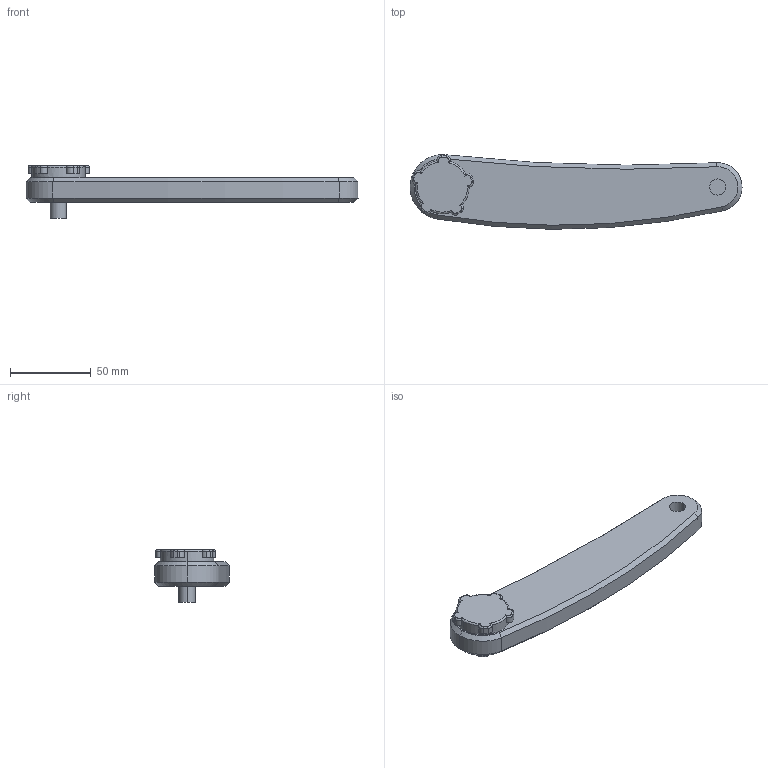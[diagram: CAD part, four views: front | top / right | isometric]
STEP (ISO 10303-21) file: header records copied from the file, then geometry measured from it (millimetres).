
FILE_DESCRIPTION (( 'STEP AP203' ), '1' );
FILE_NAME ('Part2_Default_sldprt.STEP', '2026-02-14T09:35:24', ( '' ), ( '' ), 'SwSTEP 2.0', 'SolidWorks 2023', '' );
FILE_SCHEMA (( 'CONFIG_CONTROL_DESIGN' ));
Length unit declared in the file: millimetre
Products named in the file (1): Part2_Default_sldprt
Bounding box: 205 x 46.06 x 32.5 mm (x, y, z)
Volume: 116811 mm3; surface area: 22128.2 mm2
Topology: 1 solids, 1 shells, 73 faces, 174 edges, 106 vertices
Faces by surface type: cylinder 29, torus 19, plane 15, cone 10
Entity records: 2280 total; most frequent: CARTESIAN_POINT 444, DIRECTION 417, ORIENTED_EDGE 348, AXIS2_PLACEMENT_3D 179, EDGE_CURVE 174, VERTEX_POINT 106, CIRCLE 105, EDGE_LOOP 76
